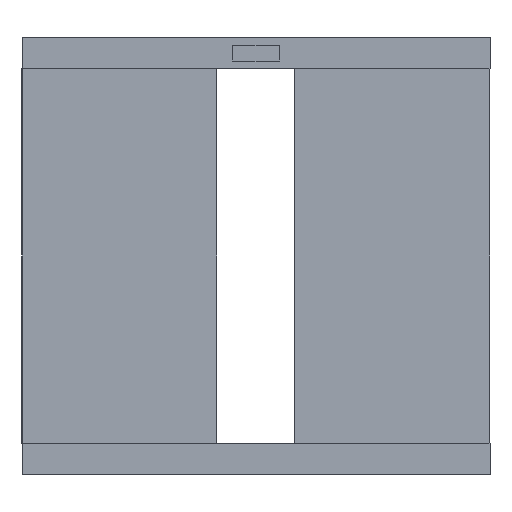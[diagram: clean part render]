
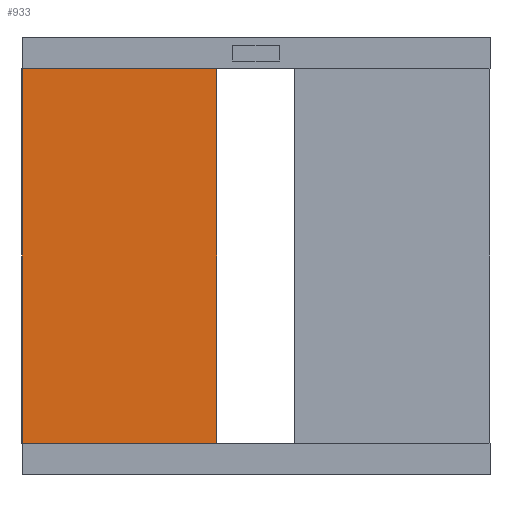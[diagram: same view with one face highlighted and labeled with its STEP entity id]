
A CAD part, front view. The second image highlights one B-rep face of the part: STEP entity #933.
In plain terms, the highlighted planar face has unit normal (0, -1, 0).
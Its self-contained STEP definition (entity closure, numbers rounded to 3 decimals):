
#39=FACE_OUTER_BOUND('',#89,.T.);
#89=EDGE_LOOP('',(#683,#684,#685,#686));
#152=LINE('',#1332,#282);
#182=LINE('',#1398,#312);
#183=LINE('',#1399,#313);
#184=LINE('',#1400,#314);
#282=VECTOR('',#1083,10.);
#312=VECTOR('',#1129,10.);
#313=VECTOR('',#1130,10.);
#314=VECTOR('',#1131,10.);
#407=VERTEX_POINT('',#1329);
#408=VERTEX_POINT('',#1331);
#435=VERTEX_POINT('',#1396);
#436=VERTEX_POINT('',#1397);
#500=EDGE_CURVE('',#407,#408,#152,.T.);
#532=EDGE_CURVE('',#435,#436,#182,.T.);
#533=EDGE_CURVE('',#436,#408,#183,.T.);
#534=EDGE_CURVE('',#407,#435,#184,.T.);
#683=ORIENTED_EDGE('',*,*,#532,.T.);
#684=ORIENTED_EDGE('',*,*,#533,.T.);
#685=ORIENTED_EDGE('',*,*,#500,.F.);
#686=ORIENTED_EDGE('',*,*,#534,.T.);
#888=PLANE('',#1002);
#933=ADVANCED_FACE('',(#39),#888,.F.);
#1002=AXIS2_PLACEMENT_3D('',#1395,#1127,#1128);
#1083=DIRECTION('',(-1.,0.,0.));
#1127=DIRECTION('center_axis',(0.,1.,0.));
#1128=DIRECTION('ref_axis',(0.,0.,1.));
#1129=DIRECTION('',(-1.,0.,0.));
#1130=DIRECTION('',(0.,0.,-1.));
#1131=DIRECTION('',(0.,0.,1.));
#1329=CARTESIAN_POINT('',(-17.5,0.,-24.));
#1331=CARTESIAN_POINT('',(-30.,0.,-24.));
#1332=CARTESIAN_POINT('',(0.,0.,-24.));
#1395=CARTESIAN_POINT('Origin',(-30.,0.,-24.5));
#1396=CARTESIAN_POINT('',(-17.5,0.,0.));
#1397=CARTESIAN_POINT('',(-30.,0.,0.));
#1398=CARTESIAN_POINT('',(0.,0.,0.));
#1399=CARTESIAN_POINT('',(-30.,0.,0.5));
#1400=CARTESIAN_POINT('',(-17.5,0.,0.5));
